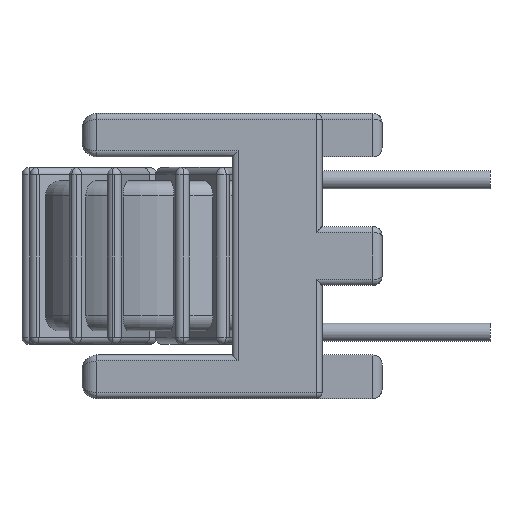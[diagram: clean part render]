
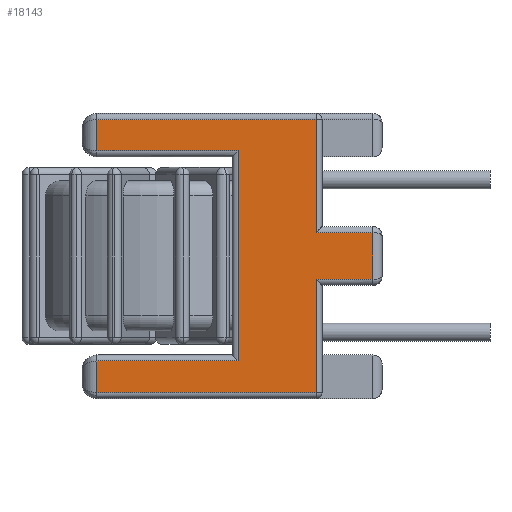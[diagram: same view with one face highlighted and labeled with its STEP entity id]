
A CAD part, left-side view. The second image highlights one B-rep face of the part: STEP entity #18143.
In plain terms, the highlighted planar face has unit normal (-1, 0, 0).
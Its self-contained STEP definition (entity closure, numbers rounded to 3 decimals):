
#15 = VERTEX_POINT ( 'NONE', #1791 ) ;
#204 = CARTESIAN_POINT ( 'NONE',  ( 0., 7.5, -9.3 ) ) ;
#310 = CARTESIAN_POINT ( 'NONE',  ( 0., 8., -5.529 ) ) ;
#311 = VERTEX_POINT ( 'NONE', #19250 ) ;
#438 = CARTESIAN_POINT ( 'NONE',  ( 0., 8., -8.25 ) ) ;
#722 = PLANE ( 'NONE',  #11287 ) ;
#831 = CARTESIAN_POINT ( 'NONE',  ( 0., 8., -1.25 ) ) ;
#843 = CARTESIAN_POINT ( 'NONE',  ( 0., 0.2, 0. ) ) ;
#917 = VECTOR ( 'NONE', #6979, 1000. ) ;
#1041 = ORIENTED_EDGE ( 'NONE', *, *, #1198, .T. ) ;
#1198 = EDGE_CURVE ( 'NONE', #13364, #20000, #16290, .T. ) ;
#1501 = ORIENTED_EDGE ( 'NONE', *, *, #22163, .T. ) ;
#1621 = VECTOR ( 'NONE', #8684, 1000. ) ;
#1754 = CARTESIAN_POINT ( 'NONE',  ( 0., 8., -0.2 ) ) ;
#1791 = CARTESIAN_POINT ( 'NONE',  ( 0., -1.7, -3.971 ) ) ;
#2256 = LINE ( 'NONE', #2502, #1621 ) ;
#2502 = CARTESIAN_POINT ( 'NONE',  ( 0., 7.5, 0. ) ) ;
#3093 = VECTOR ( 'NONE', #7730, 1000. ) ;
#3301 = VERTEX_POINT ( 'NONE', #21287 ) ;
#3629 = VERTEX_POINT ( 'NONE', #22092 ) ;
#3874 = ORIENTED_EDGE ( 'NONE', *, *, #14204, .T. ) ;
#5290 = CARTESIAN_POINT ( 'NONE',  ( 0., 8., 0. ) ) ;
#5389 = LINE ( 'NONE', #13535, #9897 ) ;
#6045 = EDGE_CURVE ( 'NONE', #17452, #23863, #25461, .T. ) ;
#6172 = VERTEX_POINT ( 'NONE', #15943 ) ;
#6274 = VECTOR ( 'NONE', #25718, 1000. ) ;
#6508 = ORIENTED_EDGE ( 'NONE', *, *, #21436, .T. ) ;
#6979 = DIRECTION ( 'NONE',  ( 0., 0., 1. ) ) ;
#7294 = ORIENTED_EDGE ( 'NONE', *, *, #14775, .T. ) ;
#7343 = CARTESIAN_POINT ( 'NONE',  ( 0., 8., -9.3 ) ) ;
#7730 = DIRECTION ( 'NONE',  ( 0., 1., 0. ) ) ;
#7917 = LINE ( 'NONE', #438, #8898 ) ;
#8684 = DIRECTION ( 'NONE',  ( 0., 0., -1. ) ) ;
#8863 = CARTESIAN_POINT ( 'NONE',  ( 0., 0.2, -0.2 ) ) ;
#8898 = VECTOR ( 'NONE', #25555, 1000. ) ;
#9300 = VECTOR ( 'NONE', #26301, 1000. ) ;
#9306 = DIRECTION ( 'NONE',  ( 0., 0., 1. ) ) ;
#9762 = CARTESIAN_POINT ( 'NONE',  ( 0., 0.2, -5.729 ) ) ;
#9897 = VECTOR ( 'NONE', #11722, 1000. ) ;
#10097 = VECTOR ( 'NONE', #24040, 1000. ) ;
#10777 = EDGE_CURVE ( 'NONE', #15, #13364, #18266, .T. ) ;
#10874 = ORIENTED_EDGE ( 'NONE', *, *, #11039, .T. ) ;
#11039 = EDGE_CURVE ( 'NONE', #19549, #3629, #26679, .T. ) ;
#11287 = AXIS2_PLACEMENT_3D ( 'NONE', #5290, #24164, #15965 ) ;
#11722 = DIRECTION ( 'NONE',  ( 0., 0., -1. ) ) ;
#11797 = LINE ( 'NONE', #17185, #17607 ) ;
#11868 = VECTOR ( 'NONE', #23661, 1000. ) ;
#12260 = ORIENTED_EDGE ( 'NONE', *, *, #10777, .T. ) ;
#13042 = VERTEX_POINT ( 'NONE', #22558 ) ;
#13364 = VERTEX_POINT ( 'NONE', #19169 ) ;
#13535 = CARTESIAN_POINT ( 'NONE',  ( 0., 7.5, 0. ) ) ;
#14204 = EDGE_CURVE ( 'NONE', #3301, #19549, #2256, .T. ) ;
#14333 = EDGE_CURVE ( 'NONE', #23863, #15, #17421, .T. ) ;
#14775 = EDGE_CURVE ( 'NONE', #311, #26118, #5389, .T. ) ;
#15392 = CARTESIAN_POINT ( 'NONE',  ( 0., -1.7, -3.771 ) ) ;
#15943 = CARTESIAN_POINT ( 'NONE',  ( 0., 2.8, -1.25 ) ) ;
#15965 = DIRECTION ( 'NONE',  ( 0., 0., -1. ) ) ;
#16264 = VECTOR ( 'NONE', #9306, 1000. ) ;
#16290 = LINE ( 'NONE', #843, #16264 ) ;
#16890 = VECTOR ( 'NONE', #20078, 1000. ) ;
#17068 = LINE ( 'NONE', #831, #11868 ) ;
#17185 = CARTESIAN_POINT ( 'NONE',  ( 0., 2.8, 0. ) ) ;
#17265 = EDGE_CURVE ( 'NONE', #6172, #13042, #11797, .T. ) ;
#17357 = DIRECTION ( 'NONE',  ( 0., 0., -1. ) ) ;
#17421 = LINE ( 'NONE', #15392, #917 ) ;
#17452 = VERTEX_POINT ( 'NONE', #26085 ) ;
#17607 = VECTOR ( 'NONE', #17357, 1000. ) ;
#17905 = CARTESIAN_POINT ( 'NONE',  ( 0., 7.5, -1.25 ) ) ;
#18143 = ADVANCED_FACE ( 'NONE', ( #19463 ), #722, .F. ) ;
#18266 = LINE ( 'NONE', #25893, #3093 ) ;
#18294 = ORIENTED_EDGE ( 'NONE', *, *, #26039, .T. ) ;
#19169 = CARTESIAN_POINT ( 'NONE',  ( 0., 0.2, -3.971 ) ) ;
#19183 = ORIENTED_EDGE ( 'NONE', *, *, #20262, .T. ) ;
#19203 = ORIENTED_EDGE ( 'NONE', *, *, #14333, .T. ) ;
#19250 = CARTESIAN_POINT ( 'NONE',  ( 0., 7.5, -0.2 ) ) ;
#19463 = FACE_OUTER_BOUND ( 'NONE', #26232, .T. ) ;
#19549 = VERTEX_POINT ( 'NONE', #204 ) ;
#19656 = LINE ( 'NONE', #1754, #9300 ) ;
#20000 = VERTEX_POINT ( 'NONE', #8863 ) ;
#20078 = DIRECTION ( 'NONE',  ( 0., 0., 1. ) ) ;
#20262 = EDGE_CURVE ( 'NONE', #3629, #17452, #26013, .T. ) ;
#20506 = ORIENTED_EDGE ( 'NONE', *, *, #6045, .T. ) ;
#21287 = CARTESIAN_POINT ( 'NONE',  ( 0., 7.5, -8.25 ) ) ;
#21436 = EDGE_CURVE ( 'NONE', #20000, #311, #19656, .T. ) ;
#22092 = CARTESIAN_POINT ( 'NONE',  ( 0., 0.2, -9.3 ) ) ;
#22163 = EDGE_CURVE ( 'NONE', #13042, #3301, #7917, .T. ) ;
#22558 = CARTESIAN_POINT ( 'NONE',  ( 0., 2.8, -8.25 ) ) ;
#23661 = DIRECTION ( 'NONE',  ( 0., -1., 0. ) ) ;
#23863 = VERTEX_POINT ( 'NONE', #24816 ) ;
#24040 = DIRECTION ( 'NONE',  ( 0., -1., 0. ) ) ;
#24164 = DIRECTION ( 'NONE',  ( 1., 0., 0. ) ) ;
#24816 = CARTESIAN_POINT ( 'NONE',  ( 0., -1.7, -5.529 ) ) ;
#25266 = ORIENTED_EDGE ( 'NONE', *, *, #17265, .T. ) ;
#25461 = LINE ( 'NONE', #310, #6274 ) ;
#25555 = DIRECTION ( 'NONE',  ( 0., 1., 0. ) ) ;
#25718 = DIRECTION ( 'NONE',  ( 0., -1., 0. ) ) ;
#25893 = CARTESIAN_POINT ( 'NONE',  ( 0., 8., -3.971 ) ) ;
#26013 = LINE ( 'NONE', #9762, #16890 ) ;
#26039 = EDGE_CURVE ( 'NONE', #26118, #6172, #17068, .T. ) ;
#26085 = CARTESIAN_POINT ( 'NONE',  ( 0., 0.2, -5.529 ) ) ;
#26118 = VERTEX_POINT ( 'NONE', #17905 ) ;
#26232 = EDGE_LOOP ( 'NONE', ( #25266, #1501, #3874, #10874, #19183, #20506, #19203, #12260, #1041, #6508, #7294, #18294 ) ) ;
#26301 = DIRECTION ( 'NONE',  ( 0., 1., 0. ) ) ;
#26679 = LINE ( 'NONE', #7343, #10097 ) ;
